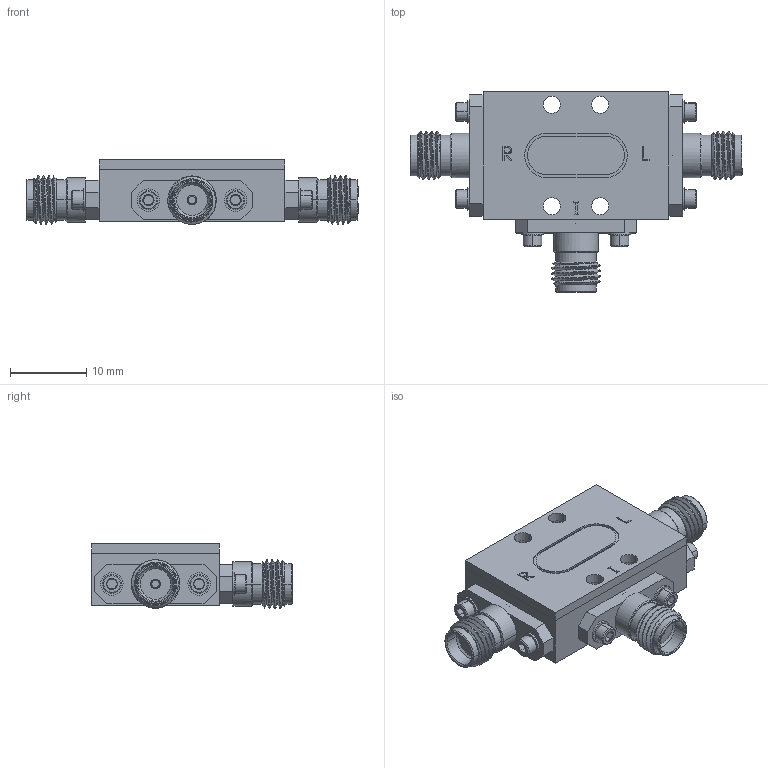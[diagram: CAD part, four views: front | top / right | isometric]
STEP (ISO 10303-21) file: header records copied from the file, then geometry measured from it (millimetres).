
FILE_DESCRIPTION (( 'STEP AP214' ), '1' );
FILE_NAME ('FMMX1029_3D.step', '2024-02-07T15:05:28', ( '' ), ( '' ), 'SwSTEP 2.0', 'SolidWorks 2022', '' );
FILE_SCHEMA (( 'AUTOMOTIVE_DESIGN' ));
Length unit declared in the file: inch
Products named in the file (17): FMMX10294^FMMX1029(2)_FMMX1029; FMMX10293^FMMX1029(2)_FMMX1029; FMMX102912^FMMX1029(2)_FMMX1029; FMMX102922^FMMX1029(2)_FMMX1029; FMMX1029(2)^FMMX1029; Copy of FMMX10292^FMMX1029(2)_FMMX1029; FMMX10298^FMMX1029(2)_FMMX1029; FMMX1029_3D; FMMX10295^FMMX1029(2)_FMMX1029; FMMX102919^FMMX1029(2)_FMMX1029; FMMX102917^FMMX1029(2)_FMMX1029; FMMX102918^FMMX1029(2)_FMMX1029; FMMX10296^FMMX1029(2)_FMMX1029; FMMX102921^FMMX1029(2)_FMMX1029; FMMX102914^FMMX1029(2)_FMMX1029; FMMX102916^FMMX1029(2)_FMMX1029; FMMX10299^FMMX1029(2)_FMMX1029
Assembly tree (16 placements, depth 3):
  FMMX1029_3D
    FMMX1029(2)^FMMX1029
      Copy of FMMX10292^FMMX1029(2)_FMMX1029
      FMMX10293^FMMX1029(2)_FMMX1029
      FMMX10294^FMMX1029(2)_FMMX1029
      FMMX10295^FMMX1029(2)_FMMX1029
      FMMX10296^FMMX1029(2)_FMMX1029
      FMMX10298^FMMX1029(2)_FMMX1029
      FMMX10299^FMMX1029(2)_FMMX1029
      FMMX102912^FMMX1029(2)_FMMX1029
      FMMX102914^FMMX1029(2)_FMMX1029
      FMMX102916^FMMX1029(2)_FMMX1029
      FMMX102917^FMMX1029(2)_FMMX1029
      FMMX102918^FMMX1029(2)_FMMX1029
      FMMX102919^FMMX1029(2)_FMMX1029
      FMMX102921^FMMX1029(2)_FMMX1029
      FMMX102922^FMMX1029(2)_FMMX1029
Bounding box: 43.54 x 26.34 x 8.48 mm (x, y, z)
Volume: 4117 mm3; surface area: 4477.1 mm2
Topology: 16 solids, 16 shells, 720 faces, 1798 edges, 1153 vertices
Faces by surface type: cylinder 374, plane 188, cone 120, bspline 38
Entity records: 33040 total; most frequent: CARTESIAN_POINT 16520, ORIENTED_EDGE 3596, DIRECTION 2989, EDGE_CURVE 1798, VERTEX_POINT 1153, AXIS2_PLACEMENT_3D 1136, EDGE_LOOP 801, FACE_OUTER_BOUND 720
